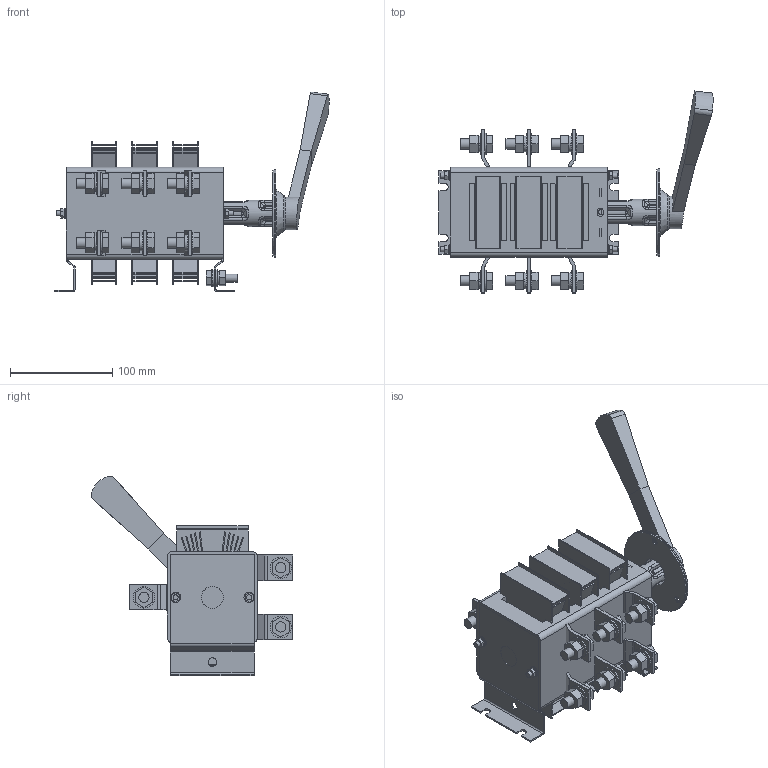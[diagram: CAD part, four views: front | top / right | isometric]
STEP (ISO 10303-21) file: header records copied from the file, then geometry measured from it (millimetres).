
FILE_DESCRIPTION (( 'STEP AP214' ), '1' );
FILE_NAME ('SRK21-211-250 Âûêëþ÷àòåëü-ðàçúåäèíèòåëü ÂÐ32È-35Â71250 250À IEK.STEP', '2018-05-17T12:37:14', ( '' ), ( '' ), 'SwSTEP 2.0', 'SolidWorks 2014', '' );
FILE_SCHEMA (( 'AUTOMOTIVE_DESIGN' ));
Length unit declared in the file: millimetre
Products named in the file (1): SRK21-211-250 Âûêëþ÷àòåëü-ðàçúåäèíèòåëü ÂÐ32È-35Â71250 250À IEK
Bounding box: 268.55 x 197.85 x 195.85 mm (x, y, z)
Volume: 1045342.2 mm3; surface area: 427711.1 mm2
Topology: 31 solids, 31 shells, 2405 faces, 6684 edges, 4358 vertices
Faces by surface type: plane 1495, cylinder 771, bspline 133, torus 4, cone 2
Full cylindrical faces by diameter (mm): 5 x8, 5.2 x4, 6.5 x6, 8 x2, 8.2 x3, 8.5 x2, 10 x22, 10.3 x18, 11.2 x9, 11.364 x1, 12.5 x1, 14.9 x1, 17 x3, 21 x18, 21.3 x2, 21.5 x2, 23.8 x1, 26 x1, 28 x1, 32 x1, 84.5 x1, 86 x1
Entity records: 86314 total; most frequent: CARTESIAN_POINT 24807, ORIENTED_EDGE 12998, DIRECTION 12182, EDGE_CURVE 6499, VECTOR 4580, LINE 4580, VERTEX_POINT 4321, AXIS2_PLACEMENT_3D 3801
